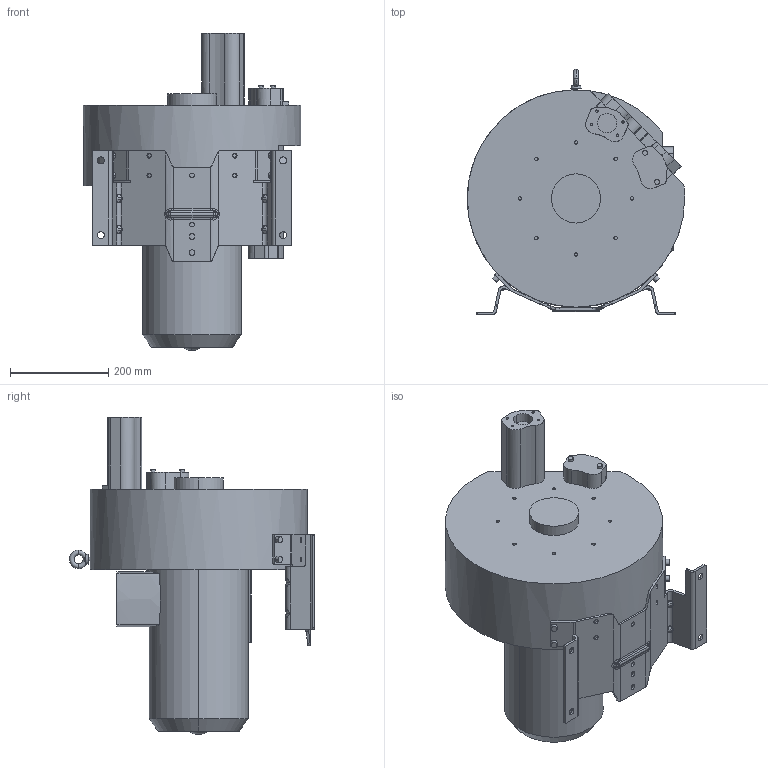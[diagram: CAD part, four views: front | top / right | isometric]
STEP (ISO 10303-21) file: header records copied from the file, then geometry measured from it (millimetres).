
FILE_DESCRIPTION((''),'2;1');
FILE_NAME('4RB620-0AQ26-1','2025-02-19T',('Administrator'),(''),'PRO/ENGINEER BY PARAMETRIC TECHNOLOGY CORPORATION, 2007090','PRO/ENGINEER BY PARAMETRIC TECHNOLOGY CORPORATION, 2007090','');
FILE_SCHEMA(('AUTOMOTIVE_DESIGN_CC2 { 1 2 10303 214 -1 1 5 2 }'));
Length unit declared in the file: millimetre
Products named in the file (1): 4RB620-0AQ26-1
Bounding box: 442 x 498.78 x 644.93 mm (x, y, z)
Volume: 37667078.7 mm3; surface area: 1088730.7 mm2
Topology: 1 solids, 1 shells, 574 faces, 1659 edges, 1119 vertices
Faces by surface type: cylinder 270, plane 194, bspline 72, torus 14, extrusion 12, sphere 6, cone 6
Entity records: 23790 total; most frequent: CARTESIAN_POINT 9034, ORIENTED_EDGE 3306, DIRECTION 2862, EDGE_CURVE 1653, VERTEX_POINT 1119, AXIS2_PLACEMENT_3D 1087, VECTOR 688, LINE 676
